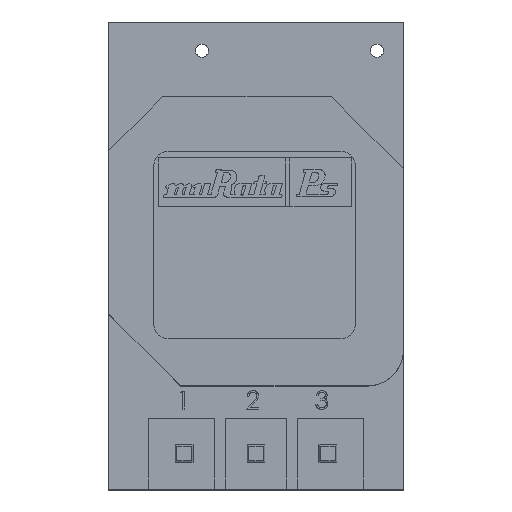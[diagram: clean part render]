
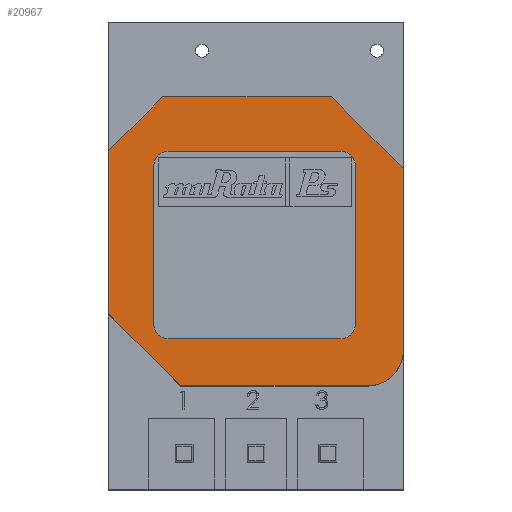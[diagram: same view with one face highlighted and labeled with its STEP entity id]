
A CAD part, top view. The second image highlights one B-rep face of the part: STEP entity #20967.
In plain terms, the highlighted planar face has unit normal (0, 0, 1).
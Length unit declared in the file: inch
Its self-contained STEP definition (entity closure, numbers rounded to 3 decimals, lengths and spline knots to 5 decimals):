
#44=(GEOMETRIC_REPRESENTATION_CONTEXT(2)PARAMETRIC_REPRESENTATION_CONTEXT()REPRESENTATION_CONTEXT('',''));
#20475=CARTESIAN_POINT('',(0.42183,0.12236,0.21279));
#20476=DIRECTION('',(-1.0,0.,0.0));
#20477=DIRECTION('',(0.,-1.0,0.0));
#20478=AXIS2_PLACEMENT_3D('',#20475,#20476,#20477);
#20479=PLANE('',#20478);
#20480=CARTESIAN_POINT('',(0.42183,0.37394,0.21279));
#20481=VERTEX_POINT('',#20480);
#20484=CARTESIAN_POINT('',(0.42183,0.37394,0.21279));
#20485=DIRECTION('',(-0.707,-0.707,0.0));
#20486=DIRECTION('',(0.707,-0.707,0.0));
#20487=AXIS2_PLACEMENT_3D('',#20484,#20485,#20486);
#20488=PLANE('',#20487);
#20506=CARTESIAN_POINT('',(0.42183,0.12236,0.21279));
#20507=VERTEX_POINT('',#20506);
#20508=CARTESIAN_POINT('',(0.37183,0.12236,0.21279));
#20509=DIRECTION('',(0.0,0.0,1.0));
#20510=DIRECTION('',(0.,-1.0,0.0));
#20511=AXIS2_PLACEMENT_3D('',#20508,#20509,#20510);
#20512=PLANE('',#20511);
#20513=CARTESIAN_POINT('',(0.,0.0));
#20514=CARTESIAN_POINT('',(-0.01,0.0));
#20515=B_SPLINE_CURVE_WITH_KNOTS('',1,(#20513,#20514),.UNSPECIFIED.,.F.,.F.,(2,2),(-0.00639,0.),.UNSPECIFIED.);
#20516=DEFINITIONAL_REPRESENTATION('',(#20515),#44);
#20517=PCURVE('',#20479,#20516);
#20518=CARTESIAN_POINT('',(0.,0.002));
#20519=CARTESIAN_POINT('',(-0.01,0.002));
#20520=B_SPLINE_CURVE_WITH_KNOTS('',1,(#20518,#20519),.UNSPECIFIED.,.F.,.F.,(2,2),(-0.00639,0.),.UNSPECIFIED.);
#20521=DEFINITIONAL_REPRESENTATION('',(#20520),#44);
#20522=PCURVE('',#20512,#20521);
#20523=CARTESIAN_POINT('',(0.42183,0.12236,0.21279));
#20524=DIRECTION('',(0.,1.0,-0.0));
#20525=VECTOR('',#20524,0.25157);
#20526=LINE('',#20523,#20525);
#20527=INTERSECTION_CURVE('',#20526,(#20517,#20522),.PCURVE_S1.);
#20528=EDGE_CURVE('',#20507,#20481,#20527,.T.);
#20532=CARTESIAN_POINT('',(0.37183,0.12236,0.21279));
#20533=DIRECTION('',(0.0,0.0,-1.0));
#20534=DIRECTION('',(0.,1.0,0.0));
#20535=AXIS2_PLACEMENT_3D('',#20532,#20533,#20534);
#20536=CYLINDRICAL_SURFACE('',#20535,0.05);
#20571=CARTESIAN_POINT('',(0.32183,0.47394,0.21279));
#20572=VERTEX_POINT('',#20571);
#20573=CARTESIAN_POINT('',(0.32183,0.47394,0.21279));
#20574=DIRECTION('',(0.,-1.0,0.0));
#20575=DIRECTION('',(1.0,0.,0.0));
#20576=AXIS2_PLACEMENT_3D('',#20573,#20574,#20575);
#20577=PLANE('',#20576);
#20595=CARTESIAN_POINT('',(0.,0.0));
#20596=CARTESIAN_POINT('',(-0.006,0.0));
#20597=B_SPLINE_CURVE_WITH_KNOTS('',1,(#20595,#20596),.UNSPECIFIED.,.F.,.F.,(2,2),(0.,0.00359),.UNSPECIFIED.);
#20598=DEFINITIONAL_REPRESENTATION('',(#20597),#44);
#20599=PCURVE('',#20488,#20598);
#20600=CARTESIAN_POINT('',(-0.01,0.002));
#20601=CARTESIAN_POINT('',(-0.014,-0.002));
#20602=B_SPLINE_CURVE_WITH_KNOTS('',1,(#20600,#20601),.UNSPECIFIED.,.F.,.F.,(2,2),(0.,0.00359),.UNSPECIFIED.);
#20603=DEFINITIONAL_REPRESENTATION('',(#20602),#44);
#20604=PCURVE('',#20512,#20603);
#20605=CARTESIAN_POINT('',(0.42183,0.37394,0.21279));
#20606=DIRECTION('',(-0.707,0.707,0.0));
#20607=VECTOR('',#20606,0.14142);
#20608=LINE('',#20605,#20607);
#20609=INTERSECTION_CURVE('',#20608,(#20599,#20604),.PCURVE_S1.);
#20610=EDGE_CURVE('',#20481,#20572,#20609,.T.);
#20630=CARTESIAN_POINT('',(0.08738,0.47394,0.21279));
#20631=VERTEX_POINT('',#20630);
#20632=CARTESIAN_POINT('',(0.08738,0.47394,0.21279));
#20633=DIRECTION('',(0.707,-0.707,0.0));
#20634=DIRECTION('',(0.707,0.707,0.0));
#20635=AXIS2_PLACEMENT_3D('',#20632,#20633,#20634);
#20636=PLANE('',#20635);
#20654=CARTESIAN_POINT('',(0.,0.0));
#20655=CARTESIAN_POINT('',(-0.009,0.0));
#20656=B_SPLINE_CURVE_WITH_KNOTS('',1,(#20654,#20655),.UNSPECIFIED.,.F.,.F.,(2,2),(-0.00723,-0.00127),.UNSPECIFIED.);
#20657=DEFINITIONAL_REPRESENTATION('',(#20656),#44);
#20658=PCURVE('',#20577,#20657);
#20659=CARTESIAN_POINT('',(-0.014,-0.002));
#20660=CARTESIAN_POINT('',(-0.014,-0.011));
#20661=B_SPLINE_CURVE_WITH_KNOTS('',1,(#20659,#20660),.UNSPECIFIED.,.F.,.F.,(2,2),(-0.00723,-0.00127),.UNSPECIFIED.);
#20662=DEFINITIONAL_REPRESENTATION('',(#20661),#44);
#20663=PCURVE('',#20512,#20662);
#20664=CARTESIAN_POINT('',(0.32183,0.47394,0.21279));
#20665=DIRECTION('',(-1.0,0.,-0.0));
#20666=VECTOR('',#20665,0.23445);
#20667=LINE('',#20664,#20666);
#20668=INTERSECTION_CURVE('',#20667,(#20658,#20663),.PCURVE_S1.);
#20669=EDGE_CURVE('',#20572,#20631,#20668,.T.);
#20689=CARTESIAN_POINT('',(0.01238,0.39894,0.21279));
#20690=VERTEX_POINT('',#20689);
#20691=CARTESIAN_POINT('',(0.01238,0.39894,0.21279));
#20692=DIRECTION('',(1.0,0.,0.0));
#20693=DIRECTION('',(0.,1.0,0.0));
#20694=AXIS2_PLACEMENT_3D('',#20691,#20692,#20693);
#20695=PLANE('',#20694);
#20713=CARTESIAN_POINT('',(0.,0.0));
#20714=CARTESIAN_POINT('',(-0.004,0.0));
#20715=B_SPLINE_CURVE_WITH_KNOTS('',1,(#20713,#20714),.UNSPECIFIED.,.F.,.F.,(2,2),(0.,0.00269),.UNSPECIFIED.);
#20716=DEFINITIONAL_REPRESENTATION('',(#20715),#44);
#20717=PCURVE('',#20636,#20716);
#20718=CARTESIAN_POINT('',(-0.014,-0.011));
#20719=CARTESIAN_POINT('',(-0.011,-0.014));
#20720=B_SPLINE_CURVE_WITH_KNOTS('',1,(#20718,#20719),.UNSPECIFIED.,.F.,.F.,(2,2),(0.,0.00269),.UNSPECIFIED.);
#20721=DEFINITIONAL_REPRESENTATION('',(#20720),#44);
#20722=PCURVE('',#20512,#20721);
#20723=CARTESIAN_POINT('',(0.08738,0.47394,0.21279));
#20724=DIRECTION('',(-0.707,-0.707,0.0));
#20725=VECTOR('',#20724,0.10607);
#20726=LINE('',#20723,#20725);
#20727=INTERSECTION_CURVE('',#20726,(#20717,#20722),.PCURVE_S1.);
#20728=EDGE_CURVE('',#20631,#20690,#20727,.T.);
#20748=CARTESIAN_POINT('',(0.01238,0.17236,0.21279));
#20749=VERTEX_POINT('',#20748);
#20750=CARTESIAN_POINT('',(0.11238,0.07236,0.21279));
#20751=DIRECTION('',(0.707,0.707,0.0));
#20752=DIRECTION('',(-0.707,0.707,0.0));
#20753=AXIS2_PLACEMENT_3D('',#20750,#20751,#20752);
#20754=PLANE('',#20753);
#20772=CARTESIAN_POINT('',(0.,0.0));
#20773=CARTESIAN_POINT('',(-0.009,0.0));
#20774=B_SPLINE_CURVE_WITH_KNOTS('',1,(#20772,#20773),.UNSPECIFIED.,.F.,.F.,(2,2),(-0.00703,-0.00127),.UNSPECIFIED.);
#20775=DEFINITIONAL_REPRESENTATION('',(#20774),#44);
#20776=PCURVE('',#20695,#20775);
#20777=CARTESIAN_POINT('',(-0.011,-0.014));
#20778=CARTESIAN_POINT('',(-0.002,-0.014));
#20779=B_SPLINE_CURVE_WITH_KNOTS('',1,(#20777,#20778),.UNSPECIFIED.,.F.,.F.,(2,2),(-0.00703,-0.00127),.UNSPECIFIED.);
#20780=DEFINITIONAL_REPRESENTATION('',(#20779),#44);
#20781=PCURVE('',#20512,#20780);
#20782=CARTESIAN_POINT('',(0.01238,0.39894,0.21279));
#20783=DIRECTION('',(0.,-1.0,0.0));
#20784=VECTOR('',#20783,0.22657);
#20785=LINE('',#20782,#20784);
#20786=INTERSECTION_CURVE('',#20785,(#20776,#20781),.PCURVE_S1.);
#20787=EDGE_CURVE('',#20690,#20749,#20786,.T.);
#20807=CARTESIAN_POINT('',(0.11238,0.07236,0.21279));
#20808=VERTEX_POINT('',#20807);
#20809=CARTESIAN_POINT('',(0.11238,0.07236,0.21279));
#20810=DIRECTION('',(0.,1.0,0.0));
#20811=DIRECTION('',(-1.0,0.,0.0));
#20812=AXIS2_PLACEMENT_3D('',#20809,#20810,#20811);
#20813=PLANE('',#20812);
#20831=CARTESIAN_POINT('',(0.006,0.0));
#20832=CARTESIAN_POINT('',(0.,0.0));
#20833=B_SPLINE_CURVE_WITH_KNOTS('',1,(#20831,#20832),.UNSPECIFIED.,.F.,.F.,(2,2),(0.,0.00359),.UNSPECIFIED.);
#20834=DEFINITIONAL_REPRESENTATION('',(#20833),#44);
#20835=PCURVE('',#20754,#20834);
#20836=CARTESIAN_POINT('',(-0.002,-0.014));
#20837=CARTESIAN_POINT('',(0.002,-0.01));
#20838=B_SPLINE_CURVE_WITH_KNOTS('',1,(#20836,#20837),.UNSPECIFIED.,.F.,.F.,(2,2),(0.,0.00359),.UNSPECIFIED.);
#20839=DEFINITIONAL_REPRESENTATION('',(#20838),#44);
#20840=PCURVE('',#20512,#20839);
#20841=CARTESIAN_POINT('',(0.01238,0.17236,0.21279));
#20842=DIRECTION('',(0.707,-0.707,0.0));
#20843=VECTOR('',#20842,0.14142);
#20844=LINE('',#20841,#20843);
#20845=INTERSECTION_CURVE('',#20844,(#20835,#20840),.PCURVE_S1.);
#20846=EDGE_CURVE('',#20749,#20808,#20845,.T.);
#20864=CARTESIAN_POINT('',(0.37183,0.07236,0.21279));
#20865=VERTEX_POINT('',#20864);
#20885=CARTESIAN_POINT('',(0.,0.0));
#20886=CARTESIAN_POINT('',(-0.01,0.0));
#20887=B_SPLINE_CURVE_WITH_KNOTS('',1,(#20885,#20886),.UNSPECIFIED.,.F.,.F.,(2,2),(-0.00659,0.),.UNSPECIFIED.);
#20888=DEFINITIONAL_REPRESENTATION('',(#20887),#44);
#20889=PCURVE('',#20813,#20888);
#20890=CARTESIAN_POINT('',(0.002,-0.01));
#20891=CARTESIAN_POINT('',(0.002,0.));
#20892=B_SPLINE_CURVE_WITH_KNOTS('',1,(#20890,#20891),.UNSPECIFIED.,.F.,.F.,(2,2),(-0.00659,0.),.UNSPECIFIED.);
#20893=DEFINITIONAL_REPRESENTATION('',(#20892),#44);
#20894=PCURVE('',#20512,#20893);
#20895=CARTESIAN_POINT('',(0.11238,0.07236,0.21279));
#20896=DIRECTION('',(1.0,0.,0.0));
#20897=VECTOR('',#20896,0.25945);
#20898=LINE('',#20895,#20897);
#20899=INTERSECTION_CURVE('',#20898,(#20889,#20894),.PCURVE_S1.);
#20900=EDGE_CURVE('',#20808,#20865,#20899,.T.);
#20918=CARTESIAN_POINT('',(180.0,0.));
#20919=CARTESIAN_POINT('',(90.0,0.));
#20920=B_SPLINE_CURVE_WITH_KNOTS('',1,(#20918,#20919),.UNSPECIFIED.,.F.,.F.,(2,2),(1.5708,3.14159),.UNSPECIFIED.);
#20921=DEFINITIONAL_REPRESENTATION('',(#20920),#44);
#20922=PCURVE('',#20536,#20921);
#20923=CARTESIAN_POINT('',(0.002,0.));
#20924=CARTESIAN_POINT('',(0.002,0.001));
#20925=CARTESIAN_POINT('',(0.001,0.001));
#20926=CARTESIAN_POINT('',(0.001,0.002));
#20927=CARTESIAN_POINT('',(0.,0.002));
#20928=(BOUNDED_CURVE()
B_SPLINE_CURVE(2,(#20923,#20924,#20925,#20926,#20927),.UNSPECIFIED.,.F.,.F.)
B_SPLINE_CURVE_WITH_KNOTS((3,2,3),(1.5708,2.35619,3.14159),.UNSPECIFIED.)
CURVE()
GEOMETRIC_REPRESENTATION_ITEM()
RATIONAL_B_SPLINE_CURVE((1.0,0.924,1.0,0.924,1.0))
REPRESENTATION_ITEM(''));
#20929=DEFINITIONAL_REPRESENTATION('',(#20928),#44);
#20930=PCURVE('',#20512,#20929);
#20931=CARTESIAN_POINT('',(0.37183,0.12236,0.21279));
#20932=DIRECTION('',(-0.0,-0.0,1.0));
#20933=DIRECTION('',(0.,1.0,0.0));
#20934=AXIS2_PLACEMENT_3D('',#20931,#20932,#20933);
#20935=CIRCLE('',#20934,0.05);
#20936=INTERSECTION_CURVE('',#20935,(#20922,#20930),.PCURVE_S1.);
#20937=EDGE_CURVE('',#20865,#20507,#20936,.T.);
#20957=ORIENTED_EDGE('',*,*,#20937,.T.);
#20958=ORIENTED_EDGE('',*,*,#20528,.T.);
#20959=ORIENTED_EDGE('',*,*,#20610,.T.);
#20960=ORIENTED_EDGE('',*,*,#20669,.T.);
#20961=ORIENTED_EDGE('',*,*,#20728,.T.);
#20962=ORIENTED_EDGE('',*,*,#20787,.T.);
#20963=ORIENTED_EDGE('',*,*,#20846,.T.);
#20964=ORIENTED_EDGE('',*,*,#20900,.T.);
#20965=EDGE_LOOP('',(#20957,#20958,#20959,#20960,#20961,#20962,#20963,#20964));
#20966=FACE_BOUND('',#20965,.T.);
#20967=ADVANCED_FACE('',(#20966),#20512,.T.);
